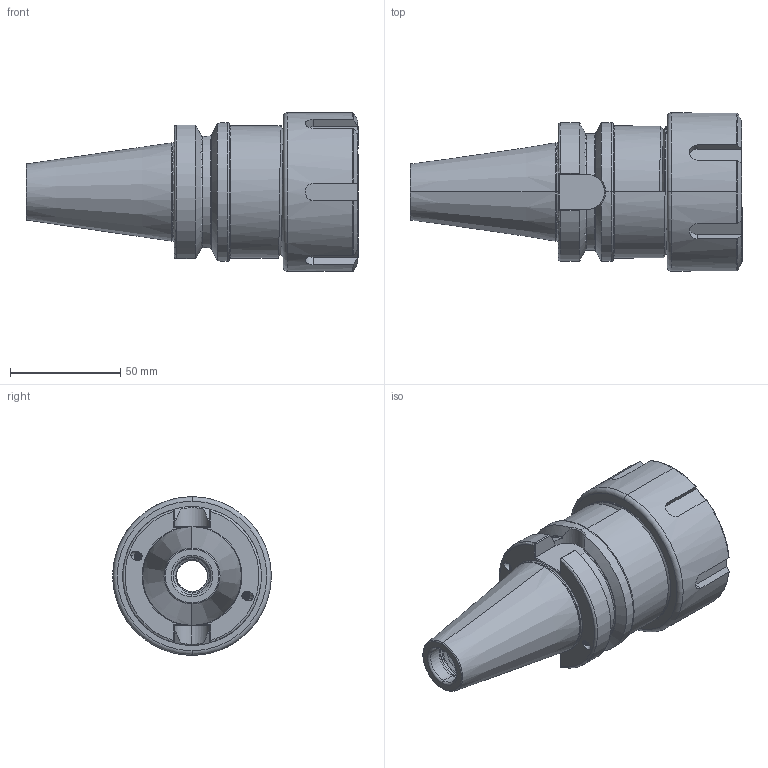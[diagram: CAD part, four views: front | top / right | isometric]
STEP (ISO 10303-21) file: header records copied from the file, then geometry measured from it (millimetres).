
FILE_DESCRIPTION (( 'STEP AP203' ), '1' );
FILE_NAME ('406.01.32.STEP', '2016-11-25T09:50:34', ( '' ), ( '' ), 'SwSTEP 2.0', 'SolidWorks 2012', '' );
FILE_SCHEMA (( 'CONFIG_CONTROL_DESIGN' ));
Length unit declared in the file: millimetre
Products named in the file (7): 406.01.32; OZ32Y1; OZ螺帽螺絲 M5; OZ32002PD; OZ32#200 3.96MM鋼珠; OZ32001PD
Assembly tree (49 placements, depth 3):
  406.01.32
    406.01.32
    OZ32Y1
      OZ32001PD
      OZ32002PD
      OZ螺帽螺絲 M5
      OZ32#200 3.96MM鋼珠  x44
Bounding box: 150.87 x 72 x 72 mm (x, y, z)
Volume: 231816.2 mm3; surface area: 73047.8 mm2
Topology: 48 solids, 48 shells, 487 faces, 1377 edges, 899 vertices
Faces by surface type: cylinder 178, sphere 88, plane 70, torus 58, cone 50, bspline 43
Entity records: 31101 total; most frequent: CARTESIAN_POINT 20289, ORIENTED_EDGE 2142, DIRECTION 1633, EDGE_CURVE 1071, VERTEX_POINT 681, AXIS2_PLACEMENT_3D 662, EDGE_LOOP 414, ADVANCED_FACE 401
